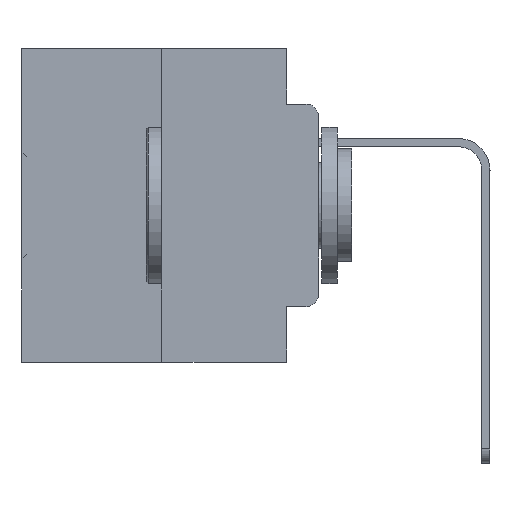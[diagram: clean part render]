
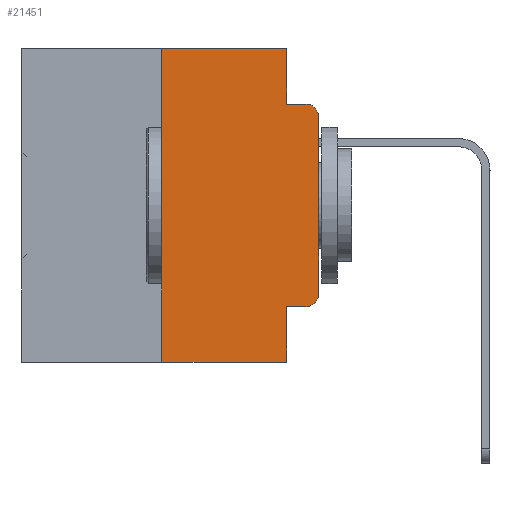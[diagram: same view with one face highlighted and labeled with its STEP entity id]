
A CAD part, left-side view. The second image highlights one B-rep face of the part: STEP entity #21451.
In plain terms, the highlighted planar face has unit normal (-1, 0, 0).
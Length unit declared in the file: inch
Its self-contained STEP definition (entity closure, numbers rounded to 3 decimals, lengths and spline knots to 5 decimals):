
#6 = CIRCLE ( 'NONE', #20868, 0.02 ) ;
#458 = EDGE_CURVE ( 'NONE', #872, #9715, #32052, .T. ) ;
#872 = VERTEX_POINT ( 'NONE', #34082 ) ;
#1000 = PLANE ( 'NONE',  #11190 ) ;
#1074 = LINE ( 'NONE', #21227, #21306 ) ;
#1223 = ORIENTED_EDGE ( 'NONE', *, *, #16266, .F. ) ;
#1449 = VERTEX_POINT ( 'NONE', #23972 ) ;
#1835 = EDGE_CURVE ( 'NONE', #28910, #21494, #8014, .T. ) ;
#1866 = DIRECTION ( 'NONE',  ( 0., -1., 0. ) ) ;
#2120 = VERTEX_POINT ( 'NONE', #6404 ) ;
#2683 = DIRECTION ( 'NONE',  ( 0., -1., 0. ) ) ;
#3301 = VECTOR ( 'NONE', #28562, 39.37008 ) ;
#3355 = DIRECTION ( 'NONE',  ( 0., -1., 0. ) ) ;
#3783 = DIRECTION ( 'NONE',  ( 1., 0., 0. ) ) ;
#4715 = ORIENTED_EDGE ( 'NONE', *, *, #8123, .F. ) ;
#4858 = VECTOR ( 'NONE', #3355, 39.37008 ) ;
#5412 = DIRECTION ( 'NONE',  ( 0., 0., -1. ) ) ;
#5974 = CARTESIAN_POINT ( 'NONE',  ( 0., 0.02, -0.3915 ) ) ;
#6319 = VERTEX_POINT ( 'NONE', #16002 ) ;
#6390 = CARTESIAN_POINT ( 'NONE',  ( 0., 0.02, -0.1085 ) ) ;
#6404 = CARTESIAN_POINT ( 'NONE',  ( 0., 0.25, 0. ) ) ;
#6535 = ORIENTED_EDGE ( 'NONE', *, *, #20112, .T. ) ;
#7560 = CIRCLE ( 'NONE', #29471, 0.02 ) ;
#7605 = ORIENTED_EDGE ( 'NONE', *, *, #1835, .F. ) ;
#8014 = LINE ( 'NONE', #17740, #21222 ) ;
#8123 = EDGE_CURVE ( 'NONE', #14798, #9715, #1074, .T. ) ;
#8284 = EDGE_LOOP ( 'NONE', ( #14595, #23475, #21142, #7605, #1223, #13482, #21032, #4715, #15221, #6535 ) ) ;
#8465 = CARTESIAN_POINT ( 'NONE',  ( 0., 0.25, 0. ) ) ;
#9373 = DIRECTION ( 'NONE',  ( -1., 0., 0. ) ) ;
#9569 = EDGE_CURVE ( 'NONE', #14798, #6319, #19178, .T. ) ;
#9715 = VERTEX_POINT ( 'NONE', #23447 ) ;
#10527 = CARTESIAN_POINT ( 'NONE',  ( 0., 0., -0.1085 ) ) ;
#10723 = EDGE_CURVE ( 'NONE', #21494, #1449, #17953, .T. ) ;
#11190 = AXIS2_PLACEMENT_3D ( 'NONE', #19714, #3783, #14284 ) ;
#12229 = LINE ( 'NONE', #8465, #22953 ) ;
#13482 = ORIENTED_EDGE ( 'NONE', *, *, #29300, .F. ) ;
#14284 = DIRECTION ( 'NONE',  ( 0., 0., -1. ) ) ;
#14301 = VERTEX_POINT ( 'NONE', #10527 ) ;
#14595 = ORIENTED_EDGE ( 'NONE', *, *, #24599, .T. ) ;
#14798 = VERTEX_POINT ( 'NONE', #17285 ) ;
#15221 = ORIENTED_EDGE ( 'NONE', *, *, #9569, .T. ) ;
#15303 = CARTESIAN_POINT ( 'NONE',  ( 0., 0., 0. ) ) ;
#15585 = FACE_OUTER_BOUND ( 'NONE', #8284, .T. ) ;
#16002 = CARTESIAN_POINT ( 'NONE',  ( 0., 0.02, -0.4115 ) ) ;
#16266 = EDGE_CURVE ( 'NONE', #2120, #28910, #19313, .T. ) ;
#17285 = CARTESIAN_POINT ( 'NONE',  ( 0., 0.051, -0.4115 ) ) ;
#17595 = VERTEX_POINT ( 'NONE', #24164 ) ;
#17740 = CARTESIAN_POINT ( 'NONE',  ( 0., 0.051, 0. ) ) ;
#17953 = LINE ( 'NONE', #23163, #29949 ) ;
#18514 = CARTESIAN_POINT ( 'NONE',  ( 0., 0.473, -0.5 ) ) ;
#18904 = EDGE_CURVE ( 'NONE', #14301, #1449, #7560, .T. ) ;
#19178 = LINE ( 'NONE', #30638, #24515 ) ;
#19313 = LINE ( 'NONE', #32796, #4858 ) ;
#19442 = DIRECTION ( 'NONE',  ( 0., 0., -1. ) ) ;
#19714 = CARTESIAN_POINT ( 'NONE',  ( 0., 0.473, 0. ) ) ;
#20061 = DIRECTION ( 'NONE',  ( 0., 0., -1. ) ) ;
#20112 = EDGE_CURVE ( 'NONE', #6319, #17595, #6, .T. ) ;
#20868 = AXIS2_PLACEMENT_3D ( 'NONE', #5974, #27082, #32413 ) ;
#21032 = ORIENTED_EDGE ( 'NONE', *, *, #458, .T. ) ;
#21130 = CARTESIAN_POINT ( 'NONE',  ( 0., 0.051, 0. ) ) ;
#21142 = ORIENTED_EDGE ( 'NONE', *, *, #10723, .F. ) ;
#21222 = VECTOR ( 'NONE', #20061, 39.37008 ) ;
#21227 = CARTESIAN_POINT ( 'NONE',  ( 0., 0.051, 0. ) ) ;
#21306 = VECTOR ( 'NONE', #5412, 39.37008 ) ;
#21451 = ADVANCED_FACE ( 'NONE', ( #15585 ), #1000, .F. ) ;
#21494 = VERTEX_POINT ( 'NONE', #31927 ) ;
#22953 = VECTOR ( 'NONE', #26813, 39.37008 ) ;
#23163 = CARTESIAN_POINT ( 'NONE',  ( 0., 0.051, -0.0885 ) ) ;
#23447 = CARTESIAN_POINT ( 'NONE',  ( 0., 0.051, -0.5 ) ) ;
#23475 = ORIENTED_EDGE ( 'NONE', *, *, #18904, .T. ) ;
#23972 = CARTESIAN_POINT ( 'NONE',  ( 0., 0.02, -0.0885 ) ) ;
#24164 = CARTESIAN_POINT ( 'NONE',  ( 0., 0., -0.3915 ) ) ;
#24515 = VECTOR ( 'NONE', #1866, 39.37008 ) ;
#24599 = EDGE_CURVE ( 'NONE', #17595, #14301, #31386, .T. ) ;
#25021 = VECTOR ( 'NONE', #2683, 39.37008 ) ;
#26813 = DIRECTION ( 'NONE',  ( 0., 0., 1. ) ) ;
#27082 = DIRECTION ( 'NONE',  ( -1., 0., 0. ) ) ;
#28562 = DIRECTION ( 'NONE',  ( 0., 0., 1. ) ) ;
#28910 = VERTEX_POINT ( 'NONE', #21130 ) ;
#29300 = EDGE_CURVE ( 'NONE', #872, #2120, #12229, .T. ) ;
#29471 = AXIS2_PLACEMENT_3D ( 'NONE', #6390, #9373, #19442 ) ;
#29949 = VECTOR ( 'NONE', #31137, 39.37008 ) ;
#30638 = CARTESIAN_POINT ( 'NONE',  ( 0., 0.051, -0.4115 ) ) ;
#31137 = DIRECTION ( 'NONE',  ( 0., -1., 0. ) ) ;
#31386 = LINE ( 'NONE', #15303, #3301 ) ;
#31927 = CARTESIAN_POINT ( 'NONE',  ( 0., 0.051, -0.0885 ) ) ;
#32052 = LINE ( 'NONE', #18514, #25021 ) ;
#32413 = DIRECTION ( 'NONE',  ( 0., 0., -1. ) ) ;
#32796 = CARTESIAN_POINT ( 'NONE',  ( 0., 0.473, 0. ) ) ;
#34082 = CARTESIAN_POINT ( 'NONE',  ( 0., 0.25, -0.5 ) ) ;
